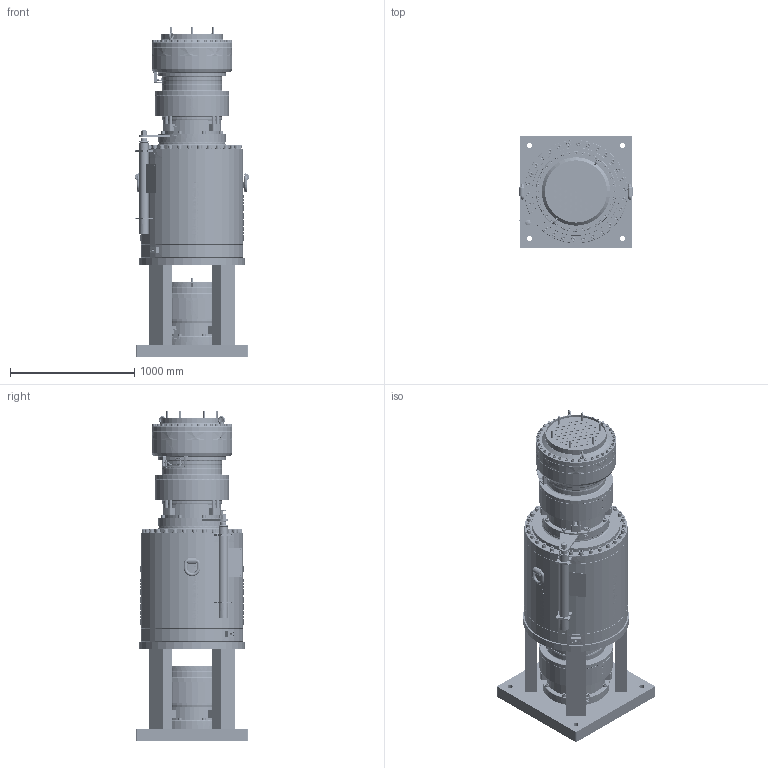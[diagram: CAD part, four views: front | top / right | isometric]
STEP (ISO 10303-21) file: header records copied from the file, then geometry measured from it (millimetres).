
FILE_DESCRIPTION((''),'2;1');
FILE_NAME('HSL8500 STP.stp','2013-01-29T16:00:02',('Daan.Tip'),(''),'Autodesk Inventor 2013','Autodesk Inventor 2013','');
FILE_SCHEMA(('AUTOMOTIVE_DESIGN { 1 0 10303 214 1 1 1 1 }'));
Length unit declared in the file: millimetre
Products named in the file (1): HSL8500 Solid Model
Bounding box: 917 x 900 x 2657 mm (x, y, z)
Volume: 977551237 mm3; surface area: 12347472.4 mm2
Topology: 16 solids, 129 shells, 4018 faces, 9234 edges, 6118 vertices
Faces by surface type: plane 1835, cylinder 1177, cone 501, bspline 336, torus 168, sphere 1
Full cylindrical faces by diameter (mm): 4 x2, 4.917 x8, 6.647 x4, 7 x13, 8 x9, 8.376 x4, 9 x4, 10 x2, 11 x30, 11.445 x1, 11.8 x4, 12 x6, 13 x6, 13.835 x24, 16 x45, 17 x36, 17.294 x8, 17.5 x30, 17.9 x8, 18 x2, 20 x127, 20.752 x16, 21 x59, 22 x16, 23.752 x1, 24 x74, 24.5 x1, 25 x16, 25.2 x55, 26 x22
Entity records: 179223 total; most frequent: CARTESIAN_POINT 96533, DIRECTION 15061, ORIENTED_EDGE 14568, EDGE_CURVE 7284, EDGE_LOOP 6191, AXIS2_PLACEMENT_3D 6008, VERTEX_POINT 5471, STYLED_ITEM 3982
